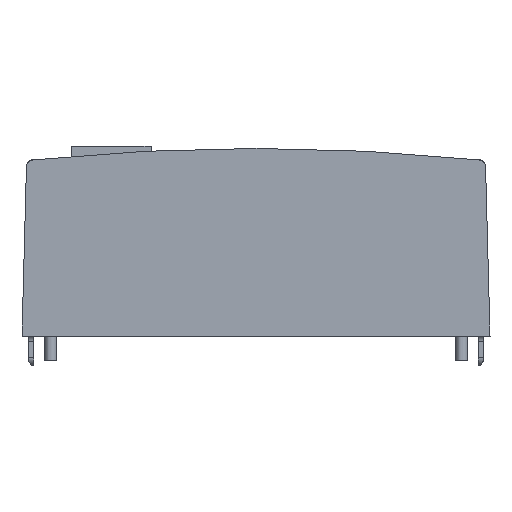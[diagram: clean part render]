
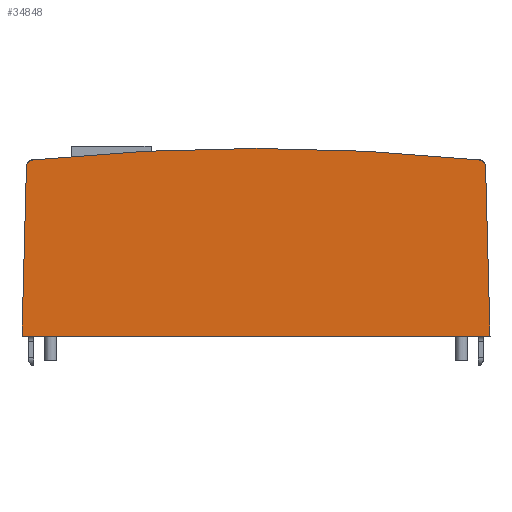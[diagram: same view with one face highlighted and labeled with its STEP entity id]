
A CAD part, left-side view. The second image highlights one B-rep face of the part: STEP entity #34848.
In plain terms, the highlighted planar face has unit normal (-1, 0, 0).
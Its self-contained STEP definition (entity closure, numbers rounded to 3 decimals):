
#752=CIRCLE('',#36900,2.);
#756=CIRCLE('',#36907,2.);
#757=CIRCLE('',#36910,550.);
#3020=FACE_OUTER_BOUND('',#4930,.T.);
#4930=EDGE_LOOP('',(#26252,#26253,#26254,#26255,#26256,#26257));
#7465=LINE('',#54332,#11083);
#7470=LINE('',#54349,#11088);
#7472=LINE('',#54354,#11090);
#11083=VECTOR('',#41510,42.859);
#11088=VECTOR('',#41527,42.859);
#11090=VECTOR('',#41535,119.);
#14958=VERTEX_POINT('',#54319);
#14959=VERTEX_POINT('',#54320);
#14963=VERTEX_POINT('',#54330);
#14967=VERTEX_POINT('',#54342);
#14968=VERTEX_POINT('',#54343);
#14969=VERTEX_POINT('',#54348);
#19014=EDGE_CURVE('',#14958,#14959,#752,.T.);
#19020=EDGE_CURVE('',#14963,#14958,#7465,.T.);
#19025=EDGE_CURVE('',#14967,#14968,#756,.T.);
#19028=EDGE_CURVE('',#14968,#14969,#7470,.T.);
#19030=EDGE_CURVE('',#14959,#14967,#757,.T.);
#19031=EDGE_CURVE('',#14969,#14963,#7472,.T.);
#26252=ORIENTED_EDGE('',*,*,#19014,.F.);
#26253=ORIENTED_EDGE('',*,*,#19020,.F.);
#26254=ORIENTED_EDGE('',*,*,#19031,.F.);
#26255=ORIENTED_EDGE('',*,*,#19028,.F.);
#26256=ORIENTED_EDGE('',*,*,#19025,.F.);
#26257=ORIENTED_EDGE('',*,*,#19030,.F.);
#31467=PLANE('',#36912);
#34848=ADVANCED_FACE('',(#3020),#31467,.T.);
#36900=AXIS2_PLACEMENT_3D('',#54321,#41500,#41501);
#36907=AXIS2_PLACEMENT_3D('',#54344,#41521,#41522);
#36910=AXIS2_PLACEMENT_3D('',#54352,#41531,#41532);
#36912=AXIS2_PLACEMENT_3D('',#54355,#41536,#41537);
#41500=DIRECTION('center_axis',(1.,0.,0.));
#41501=DIRECTION('ref_axis',(0.,0.734,0.679));
#41510=DIRECTION('',(0.,-0.026,1.));
#41521=DIRECTION('center_axis',(1.,0.,0.));
#41522=DIRECTION('ref_axis',(0.,-0.734,0.679));
#41527=DIRECTION('',(0.,-0.026,-1.));
#41531=DIRECTION('center_axis',(1.,0.,0.));
#41532=DIRECTION('ref_axis',(0.,-0.106,0.994));
#41535=DIRECTION('',(0.,1.,0.));
#41536=DIRECTION('center_axis',(-1.,0.,0.));
#41537=DIRECTION('ref_axis',(0.,0.,1.));
#54319=CARTESIAN_POINT('',(-33.119,59.328,24.095));
#54320=CARTESIAN_POINT('',(-33.119,57.534,26.032));
#54321=CARTESIAN_POINT('Origin',(-33.119,57.329,24.043));
#54330=CARTESIAN_POINT('',(-33.119,60.45,-18.749));
#54332=CARTESIAN_POINT('',(-33.119,59.282,25.849));
#54342=CARTESIAN_POINT('',(-33.119,-55.635,26.032));
#54343=CARTESIAN_POINT('',(-33.119,-57.428,24.095));
#54344=CARTESIAN_POINT('Origin',(-33.119,-55.429,24.043));
#54348=CARTESIAN_POINT('',(-33.119,-58.55,-18.749));
#54349=CARTESIAN_POINT('',(-33.119,-58.55,-18.749));
#54352=CARTESIAN_POINT('Origin',(-33.119,0.95,-521.049));
#54354=CARTESIAN_POINT('',(-33.119,60.45,-18.749));
#54355=CARTESIAN_POINT('Origin',(-33.119,0.95,4.074));
